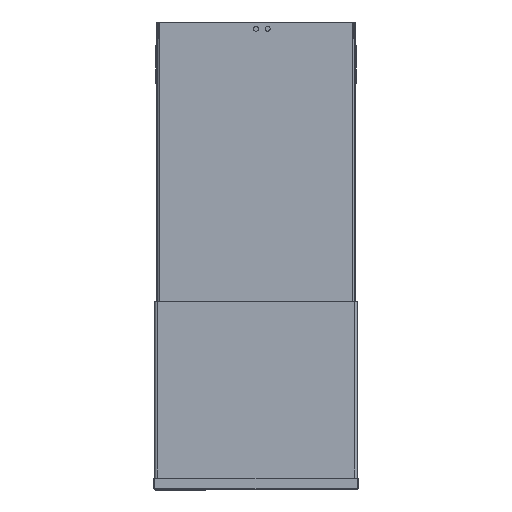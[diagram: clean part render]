
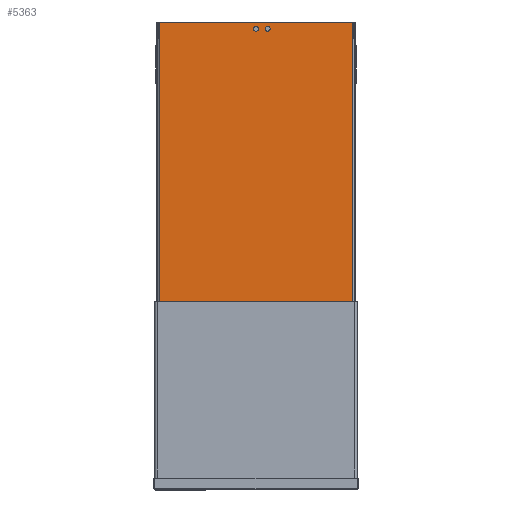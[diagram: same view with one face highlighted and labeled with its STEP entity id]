
A CAD part, front view. The second image highlights one B-rep face of the part: STEP entity #5363.
In plain terms, the highlighted planar face has unit normal (0, -1, 0).
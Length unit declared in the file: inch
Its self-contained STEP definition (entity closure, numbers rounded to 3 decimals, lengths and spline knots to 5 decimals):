
#219 = CARTESIAN_POINT ( 'NONE',  ( 0.094, 0., -18.13 ) ) ;
#349 = VERTEX_POINT ( 'NONE', #1261 ) ;
#1168 = ORIENTED_EDGE ( 'NONE', *, *, #5658, .T. ) ;
#1261 = CARTESIAN_POINT ( 'NONE',  ( 7.035, 0., -0.282 ) ) ;
#1510 = VECTOR ( 'NONE', #10457, 39.37008 ) ;
#1684 = VERTEX_POINT ( 'NONE', #14126 ) ;
#2961 = FACE_OUTER_BOUND ( 'NONE', #17467, .T. ) ;
#4128 = ORIENTED_EDGE ( 'NONE', *, *, #8970, .F. ) ;
#4211 = EDGE_CURVE ( 'NONE', #11182, #5765, #13163, .T. ) ;
#4566 = AXIS2_PLACEMENT_3D ( 'NONE', #13450, #4734, #14918 ) ;
#4641 = CARTESIAN_POINT ( 'NONE',  ( 7.035, 0., -0.438 ) ) ;
#4708 = EDGE_CURVE ( 'NONE', #1684, #11182, #12243, .T. ) ;
#4734 = DIRECTION ( 'NONE',  ( 0., 1., 0. ) ) ;
#4897 = EDGE_LOOP ( 'NONE', ( #10960, #10322 ) ) ;
#4899 = DIRECTION ( 'NONE',  ( 0., 0., -1. ) ) ;
#4914 = VERTEX_POINT ( 'NONE', #5163 ) ;
#5163 = CARTESIAN_POINT ( 'NONE',  ( 6.285, 0., -0.594 ) ) ;
#5363 = ADVANCED_FACE ( 'NONE', ( #6842, #14603, #2961 ), #10685, .T. ) ;
#5658 = EDGE_CURVE ( 'NONE', #349, #9806, #10023, .T. ) ;
#5765 = VERTEX_POINT ( 'NONE', #10294 ) ;
#5814 = VECTOR ( 'NONE', #6338, 39.37008 ) ;
#6105 = DIRECTION ( 'NONE',  ( 0., 0., 1. ) ) ;
#6338 = DIRECTION ( 'NONE',  ( 1., 0., 0. ) ) ;
#6665 = VERTEX_POINT ( 'NONE', #10488 ) ;
#6824 = DIRECTION ( 'NONE',  ( 1., 0., 0. ) ) ;
#6842 = FACE_BOUND ( 'NONE', #15369, .T. ) ;
#7178 = DIRECTION ( 'NONE',  ( 0., 1., 0. ) ) ;
#8193 = AXIS2_PLACEMENT_3D ( 'NONE', #4641, #14817, #6105 ) ;
#8729 = ORIENTED_EDGE ( 'NONE', *, *, #15443, .T. ) ;
#8750 = CARTESIAN_POINT ( 'NONE',  ( 6.285, 0., -0.438 ) ) ;
#8970 = EDGE_CURVE ( 'NONE', #1684, #18460, #17954, .T. ) ;
#9308 = VECTOR ( 'NONE', #6824, 39.37008 ) ;
#9412 = CIRCLE ( 'NONE', #8193, 0.156 ) ;
#9806 = VERTEX_POINT ( 'NONE', #18803 ) ;
#9995 = EDGE_CURVE ( 'NONE', #9806, #349, #9412, .T. ) ;
#10023 = CIRCLE ( 'NONE', #16055, 0.156 ) ;
#10068 = ORIENTED_EDGE ( 'NONE', *, *, #4211, .T. ) ;
#10089 = CARTESIAN_POINT ( 'NONE',  ( 12.466, 0., 0. ) ) ;
#10213 = DIRECTION ( 'NONE',  ( 0., 0., 1. ) ) ;
#10294 = CARTESIAN_POINT ( 'NONE',  ( 12.466, 0., -18.13 ) ) ;
#10322 = ORIENTED_EDGE ( 'NONE', *, *, #17606, .T. ) ;
#10457 = DIRECTION ( 'NONE',  ( 0., 0., -1. ) ) ;
#10488 = CARTESIAN_POINT ( 'NONE',  ( 6.285, 0., -0.282 ) ) ;
#10685 = PLANE ( 'NONE',  #17436 ) ;
#10731 = CARTESIAN_POINT ( 'NONE',  ( 0., 0., 0. ) ) ;
#10960 = ORIENTED_EDGE ( 'NONE', *, *, #17783, .T. ) ;
#11182 = VERTEX_POINT ( 'NONE', #17867 ) ;
#11543 = DIRECTION ( 'NONE',  ( 0., 0., 1. ) ) ;
#12243 = LINE ( 'NONE', #219, #1510 ) ;
#12468 = CIRCLE ( 'NONE', #4566, 0.156 ) ;
#12733 = AXIS2_PLACEMENT_3D ( 'NONE', #8750, #19013, #10213 ) ;
#13163 = LINE ( 'NONE', #17040, #9308 ) ;
#13337 = ORIENTED_EDGE ( 'NONE', *, *, #4708, .T. ) ;
#13450 = CARTESIAN_POINT ( 'NONE',  ( 6.285, 0., -0.438 ) ) ;
#13625 = DIRECTION ( 'NONE',  ( 0., -1., 0. ) ) ;
#14126 = CARTESIAN_POINT ( 'NONE',  ( 0.094, 0., 0. ) ) ;
#14317 = CIRCLE ( 'NONE', #12733, 0.156 ) ;
#14603 = FACE_BOUND ( 'NONE', #4897, .T. ) ;
#14786 = ORIENTED_EDGE ( 'NONE', *, *, #9995, .T. ) ;
#14817 = DIRECTION ( 'NONE',  ( 0., 1., 0. ) ) ;
#14918 = DIRECTION ( 'NONE',  ( 0., 0., 1. ) ) ;
#15369 = EDGE_LOOP ( 'NONE', ( #1168, #14786 ) ) ;
#15443 = EDGE_CURVE ( 'NONE', #5765, #18460, #16042, .T. ) ;
#15587 = VECTOR ( 'NONE', #11543, 39.37008 ) ;
#15904 = CARTESIAN_POINT ( 'NONE',  ( 7.035, 0., -0.438 ) ) ;
#16042 = LINE ( 'NONE', #10089, #15587 ) ;
#16055 = AXIS2_PLACEMENT_3D ( 'NONE', #15904, #7178, #17404 ) ;
#16492 = CARTESIAN_POINT ( 'NONE',  ( 0., 0., -18.13 ) ) ;
#17040 = CARTESIAN_POINT ( 'NONE',  ( 0., 0., -18.13 ) ) ;
#17404 = DIRECTION ( 'NONE',  ( 0., 0., 1. ) ) ;
#17436 = AXIS2_PLACEMENT_3D ( 'NONE', #16492, #13625, #4899 ) ;
#17467 = EDGE_LOOP ( 'NONE', ( #10068, #8729, #4128, #13337 ) ) ;
#17606 = EDGE_CURVE ( 'NONE', #4914, #6665, #14317, .T. ) ;
#17783 = EDGE_CURVE ( 'NONE', #6665, #4914, #12468, .T. ) ;
#17867 = CARTESIAN_POINT ( 'NONE',  ( 0.094, 0., -18.13 ) ) ;
#17952 = CARTESIAN_POINT ( 'NONE',  ( 12.466, 0., 0. ) ) ;
#17954 = LINE ( 'NONE', #10731, #5814 ) ;
#18460 = VERTEX_POINT ( 'NONE', #17952 ) ;
#18803 = CARTESIAN_POINT ( 'NONE',  ( 7.035, 0., -0.594 ) ) ;
#19013 = DIRECTION ( 'NONE',  ( 0., 1., 0. ) ) ;
